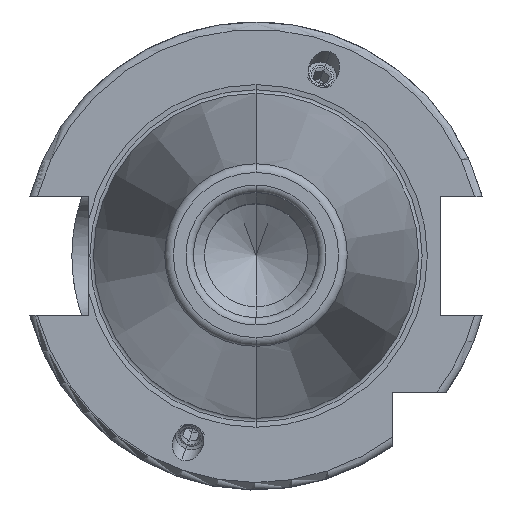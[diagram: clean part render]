
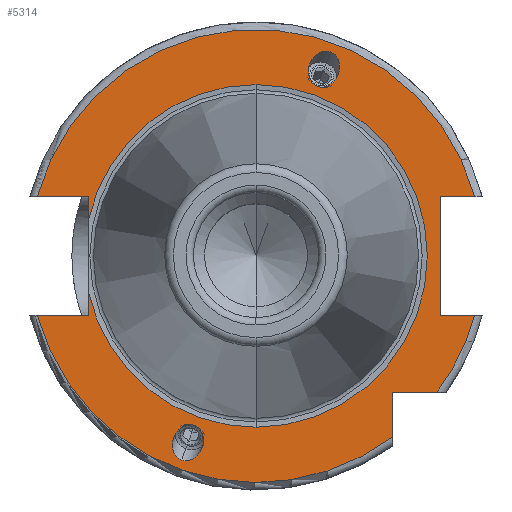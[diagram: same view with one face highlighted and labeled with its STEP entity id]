
A CAD part, top view. The second image highlights one B-rep face of the part: STEP entity #5314.
In plain terms, the highlighted planar face has unit normal (0, 0, 1).
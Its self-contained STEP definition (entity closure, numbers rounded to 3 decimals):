
#301=CARTESIAN_POINT('',(0,0,18.1));
#302=DIRECTION('',(0,0,1));
#303=DIRECTION('',(0,1,0));
#304=AXIS2_PLACEMENT_3D('',#301,#302,#303);
#314=CARTESIAN_POINT('',(0,0,18.1));
#315=DIRECTION('',(0,0,1));
#316=DIRECTION('',(-0.976,-0.22,0));
#317=AXIS2_PLACEMENT_3D('',#314,#315,#316);
#2058=DIRECTION('',(1,0,0));
#2059=VECTOR('',#2058,7.004);
#2060=CARTESIAN_POINT('',(-29.704,-8.05,18.1));
#2061=LINE('',#2060,#2059);
#2062=DIRECTION('',(0,1,0));
#2063=VECTOR('',#2062,2.939);
#2064=CARTESIAN_POINT('',(-22.7,-8.05,18.1));
#2065=LINE('',#2064,#2063);
#2066=DIRECTION('',(0,1,0));
#2067=VECTOR('',#2066,2.939);
#2068=CARTESIAN_POINT('',(-22.7,5.111,18.1));
#2069=LINE('',#2068,#2067);
#2070=DIRECTION('',(1,0,0));
#2071=VECTOR('',#2070,7.004);
#2072=CARTESIAN_POINT('',(-29.704,8.05,18.1));
#2073=LINE('',#2072,#2071);
#2074=DIRECTION('',(-1,0,0));
#2075=VECTOR('',#2074,4.704);
#2076=CARTESIAN_POINT('',(29.704,8.05,18.1));
#2077=LINE('',#2076,#2075);
#2078=DIRECTION('',(0,-1,0));
#2079=VECTOR('',#2078,16.1);
#2080=CARTESIAN_POINT('',(25,8.05,18.1));
#2081=LINE('',#2080,#2079);
#2082=DIRECTION('',(-1,0,0));
#2083=VECTOR('',#2082,4.704);
#2084=CARTESIAN_POINT('',(29.704,-8.05,18.1));
#2085=LINE('',#2084,#2083);
#2086=CARTESIAN_POINT('',(0,0,18.1));
#2087=DIRECTION('',(0,0,1));
#2088=DIRECTION('',(0.799,-0.601,0));
#2089=AXIS2_PLACEMENT_3D('',#2086,#2087,#2088);
#2091=DIRECTION('',(-1,0,0));
#2092=VECTOR('',#2091,6.094);
#2093=CARTESIAN_POINT('',(24.594,-18.5,18.1));
#2094=LINE('',#2093,#2092);
#2095=DIRECTION('',(0,1,0));
#2096=VECTOR('',#2095,6.094);
#2097=CARTESIAN_POINT('',(18.5,-24.594,18.1));
#2098=LINE('',#2097,#2096);
#2099=CARTESIAN_POINT('',(8.379,23.02,18.1));
#2100=CARTESIAN_POINT('',(8.152,23.103,18.1));
#2101=CARTESIAN_POINT('',(7.698,23.381,18.1));
#2102=CARTESIAN_POINT('',(7.208,24.17,18.1));
#2103=CARTESIAN_POINT('',(7.094,25.,18.1));
#2104=CARTESIAN_POINT('',(7.174,25.641,18.1));
#2105=CARTESIAN_POINT('',(7.298,26.077,18.1));
#2106=CARTESIAN_POINT('',(7.483,26.49,18.1));
#2107=CARTESIAN_POINT('',(7.834,27.033,18.1));
#2108=CARTESIAN_POINT('',(8.455,27.594,18.1));
#2109=CARTESIAN_POINT('',(9.337,27.884,18.1));
#2110=CARTESIAN_POINT('',(9.863,27.806,18.1));
#2111=CARTESIAN_POINT('',(10.09,27.723,18.1));
#2113=CARTESIAN_POINT('',(10.09,27.723,18.1));
#2114=CARTESIAN_POINT('',(10.318,27.641,18.1));
#2115=CARTESIAN_POINT('',(10.771,27.362,18.1));
#2116=CARTESIAN_POINT('',(11.261,26.573,18.1));
#2117=CARTESIAN_POINT('',(11.375,25.744,18.1));
#2118=CARTESIAN_POINT('',(11.295,25.103,18.1));
#2119=CARTESIAN_POINT('',(11.171,24.667,18.1));
#2120=CARTESIAN_POINT('',(10.986,24.253,18.1));
#2121=CARTESIAN_POINT('',(10.635,23.711,18.1));
#2122=CARTESIAN_POINT('',(10.014,23.149,18.1));
#2123=CARTESIAN_POINT('',(9.133,22.859,18.1));
#2124=CARTESIAN_POINT('',(8.606,22.937,18.1));
#2125=CARTESIAN_POINT('',(8.379,23.02,18.1));
#2127=CARTESIAN_POINT('',(-8.379,-23.02,18.1));
#2128=CARTESIAN_POINT('',(-8.606,-22.937,18.1));
#2129=CARTESIAN_POINT('',(-9.133,-22.859,18.1));
#2130=CARTESIAN_POINT('',(-10.014,-23.149,18.1));
#2131=CARTESIAN_POINT('',(-10.635,-23.711,18.1));
#2132=CARTESIAN_POINT('',(-10.986,-24.253,18.1));
#2133=CARTESIAN_POINT('',(-11.171,-24.667,18.1));
#2134=CARTESIAN_POINT('',(-11.295,-25.103,18.1));
#2135=CARTESIAN_POINT('',(-11.375,-25.744,18.1));
#2136=CARTESIAN_POINT('',(-11.261,-26.573,18.1));
#2137=CARTESIAN_POINT('',(-10.771,-27.362,18.1));
#2138=CARTESIAN_POINT('',(-10.318,-27.641,18.1));
#2139=CARTESIAN_POINT('',(-10.09,-27.723,18.1));
#2141=CARTESIAN_POINT('',(-10.09,-27.723,18.1));
#2142=CARTESIAN_POINT('',(-9.863,-27.806,18.1));
#2143=CARTESIAN_POINT('',(-9.337,-27.884,18.1));
#2144=CARTESIAN_POINT('',(-8.455,-27.594,18.1));
#2145=CARTESIAN_POINT('',(-7.834,-27.033,18.1));
#2146=CARTESIAN_POINT('',(-7.483,-26.49,18.1));
#2147=CARTESIAN_POINT('',(-7.298,-26.077,18.1));
#2148=CARTESIAN_POINT('',(-7.174,-25.641,18.1));
#2149=CARTESIAN_POINT('',(-7.094,-25.,18.1));
#2150=CARTESIAN_POINT('',(-7.208,-24.17,18.1));
#2151=CARTESIAN_POINT('',(-7.698,-23.381,18.1));
#2152=CARTESIAN_POINT('',(-8.152,-23.103,18.1));
#2153=CARTESIAN_POINT('',(-8.379,-23.02,18.1));
#2155=CARTESIAN_POINT('',(0,0,18.1));
#2156=DIRECTION('',(0,0,-1));
#2157=DIRECTION('',(0,1,0));
#2158=AXIS2_PLACEMENT_3D('',#2155,#2156,#2157);
#2183=CARTESIAN_POINT('',(0,0,18.1));
#2184=DIRECTION('',(0,0,1));
#2185=DIRECTION('',(0.965,0.262,0));
#2186=AXIS2_PLACEMENT_3D('',#2183,#2184,#2185);
#2234=CARTESIAN_POINT('',(0,0,18.1));
#2235=DIRECTION('',(0,0,1));
#2236=DIRECTION('',(-0.965,-0.262,0));
#2237=AXIS2_PLACEMENT_3D('',#2234,#2235,#2236);
#2822=CARTESIAN_POINT('',(-29.704,-8.05,18.1));
#2823=CARTESIAN_POINT('',(-22.7,-8.05,18.1));
#2824=VERTEX_POINT('',#2822);
#2825=VERTEX_POINT('',#2823);
#2826=CARTESIAN_POINT('',(-22.7,-5.111,18.1));
#2827=VERTEX_POINT('',#2826);
#2828=CARTESIAN_POINT('',(-22.7,5.111,18.1));
#2829=CARTESIAN_POINT('',(-22.7,8.05,18.1));
#2830=VERTEX_POINT('',#2828);
#2831=VERTEX_POINT('',#2829);
#2832=CARTESIAN_POINT('',(-29.704,8.05,18.1));
#2833=VERTEX_POINT('',#2832);
#2834=CARTESIAN_POINT('',(25,8.05,18.1));
#2835=CARTESIAN_POINT('',(25,-8.05,18.1));
#2836=VERTEX_POINT('',#2834);
#2837=VERTEX_POINT('',#2835);
#2838=CARTESIAN_POINT('',(29.704,-8.05,18.1));
#2839=VERTEX_POINT('',#2838);
#2840=CARTESIAN_POINT('',(29.704,8.05,18.1));
#2841=VERTEX_POINT('',#2840);
#2842=CARTESIAN_POINT('',(18.5,-24.594,18.1));
#2843=CARTESIAN_POINT('',(18.5,-18.5,18.1));
#2844=VERTEX_POINT('',#2842);
#2845=VERTEX_POINT('',#2843);
#2846=CARTESIAN_POINT('',(24.594,-18.5,18.1));
#2847=VERTEX_POINT('',#2846);
#2896=CARTESIAN_POINT('',(0,23.268,18.1));
#2897=VERTEX_POINT('',#2896);
#2898=CARTESIAN_POINT('',(0,-23.268,18.1));
#2899=VERTEX_POINT('',#2898);
#2940=CARTESIAN_POINT('',(8.379,23.02,18.1));
#2942=VERTEX_POINT('',#2940);
#2948=VERTEX_POINT('',#2111);
#2969=CARTESIAN_POINT('',(-8.379,-23.02,18.1));
#2971=VERTEX_POINT('',#2969);
#2977=CARTESIAN_POINT('',(-10.09,-27.723,18.1));
#2978=VERTEX_POINT('',#2977);
#5276=CARTESIAN_POINT('',(0,0,18.1));
#5277=DIRECTION('',(0,0,-1));
#5278=DIRECTION('',(0,-1,0));
#5279=AXIS2_PLACEMENT_3D('',#5276,#5277,#5278);
#5280=PLANE('',#5279);
#5281=ORIENTED_EDGE('',*,*,#3588,.T.);
#5282=ORIENTED_EDGE('',*,*,#3571,.T.);
#5283=ORIENTED_EDGE('',*,*,#3552,.T.);
#5285=ORIENTED_EDGE('',*,*,#5284,.F.);
#5286=ORIENTED_EDGE('',*,*,#3545,.T.);
#5287=ORIENTED_EDGE('',*,*,#3568,.T.);
#5288=ORIENTED_EDGE('',*,*,#4664,.F.);
#5290=ORIENTED_EDGE('',*,*,#5289,.F.);
#5291=ORIENTED_EDGE('',*,*,#5036,.T.);
#5292=ORIENTED_EDGE('',*,*,#4267,.T.);
#5293=ORIENTED_EDGE('',*,*,#4417,.F.);
#5295=ORIENTED_EDGE('',*,*,#5294,.F.);
#5296=ORIENTED_EDGE('',*,*,#4757,.T.);
#5297=ORIENTED_EDGE('',*,*,#4946,.F.);
#5299=ORIENTED_EDGE('',*,*,#5298,.F.);
#5300=EDGE_LOOP('',(#5281,#5282,#5283,#5285,#5286,#5287,#5288,#5290,#5291,#5292,
#5293,#5295,#5296,#5297,#5299));
#5301=FACE_OUTER_BOUND('',#5300,.F.);
#5303=ORIENTED_EDGE('',*,*,#5302,.F.);
#5305=ORIENTED_EDGE('',*,*,#5304,.F.);
#5306=EDGE_LOOP('',(#5303,#5305));
#5307=FACE_BOUND('',#5306,.F.);
#5309=ORIENTED_EDGE('',*,*,#5308,.T.);
#5311=ORIENTED_EDGE('',*,*,#5310,.T.);
#5312=EDGE_LOOP('',(#5309,#5311));
#5313=FACE_BOUND('',#5312,.F.);
#5314=ADVANCED_FACE('',(#5301,#5307,#5313),#5280,.F.);
#305=CIRCLE('',#304,23.268);
#318=CIRCLE('',#317,23.268);
#2090=CIRCLE('',#2089,30.775);
#2112=B_SPLINE_CURVE_WITH_KNOTS('',3,(#2099,#2100,#2101,#2102,#2103,#2104,#2105,
#2106,#2107,#2108,#2109,#2110,#2111),.UNSPECIFIED.,.F.,.F.,(4,1,1,1,1,1,1,1,1,1,
4),(0,0.125,0.25,0.375,0.438,0.5,0.563,0.625,0.75,0.875,
1.0),.UNSPECIFIED.);
#2126=B_SPLINE_CURVE_WITH_KNOTS('',3,(#2113,#2114,#2115,#2116,#2117,#2118,#2119,
#2120,#2121,#2122,#2123,#2124,#2125),.UNSPECIFIED.,.F.,.F.,(4,1,1,1,1,1,1,1,1,1,
4),(0,0.125,0.25,0.375,0.438,0.5,0.563,0.625,0.75,0.875,
1.0),.UNSPECIFIED.);
#2140=B_SPLINE_CURVE_WITH_KNOTS('',3,(#2127,#2128,#2129,#2130,#2131,#2132,#2133,
#2134,#2135,#2136,#2137,#2138,#2139),.UNSPECIFIED.,.F.,.F.,(4,1,1,1,1,1,1,1,1,1,
4),(0,0.125,0.25,0.375,0.438,0.5,0.563,0.625,0.75,0.875,
1.0),.UNSPECIFIED.);
#2154=B_SPLINE_CURVE_WITH_KNOTS('',3,(#2141,#2142,#2143,#2144,#2145,#2146,#2147,
#2148,#2149,#2150,#2151,#2152,#2153),.UNSPECIFIED.,.F.,.F.,(4,1,1,1,1,1,1,1,1,1,
4),(0,0.125,0.25,0.375,0.438,0.5,0.563,0.625,0.75,0.875,
1.0),.UNSPECIFIED.);
#2159=CIRCLE('',#2158,23.268);
#2187=CIRCLE('',#2186,30.775);
#2238=CIRCLE('',#2237,30.775);
#3545=EDGE_CURVE('',#2897,#2830,#305,.T.);
#3552=EDGE_CURVE('',#2827,#2899,#318,.T.);
#3568=EDGE_CURVE('',#2830,#2831,#2069,.T.);
#3571=EDGE_CURVE('',#2825,#2827,#2065,.T.);
#3588=EDGE_CURVE('',#2824,#2825,#2061,.T.);
#4267=EDGE_CURVE('',#2836,#2837,#2081,.T.);
#4417=EDGE_CURVE('',#2839,#2837,#2085,.T.);
#4664=EDGE_CURVE('',#2833,#2831,#2073,.T.);
#4757=EDGE_CURVE('',#2847,#2845,#2094,.T.);
#4946=EDGE_CURVE('',#2844,#2845,#2098,.T.);
#5036=EDGE_CURVE('',#2841,#2836,#2077,.T.);
#5284=EDGE_CURVE('',#2897,#2899,#2159,.T.);
#5289=EDGE_CURVE('',#2841,#2833,#2187,.T.);
#5294=EDGE_CURVE('',#2847,#2839,#2090,.T.);
#5298=EDGE_CURVE('',#2824,#2844,#2238,.T.);
#5302=EDGE_CURVE('',#2942,#2948,#2112,.T.);
#5304=EDGE_CURVE('',#2948,#2942,#2126,.T.);
#5308=EDGE_CURVE('',#2971,#2978,#2140,.T.);
#5310=EDGE_CURVE('',#2978,#2971,#2154,.T.);
